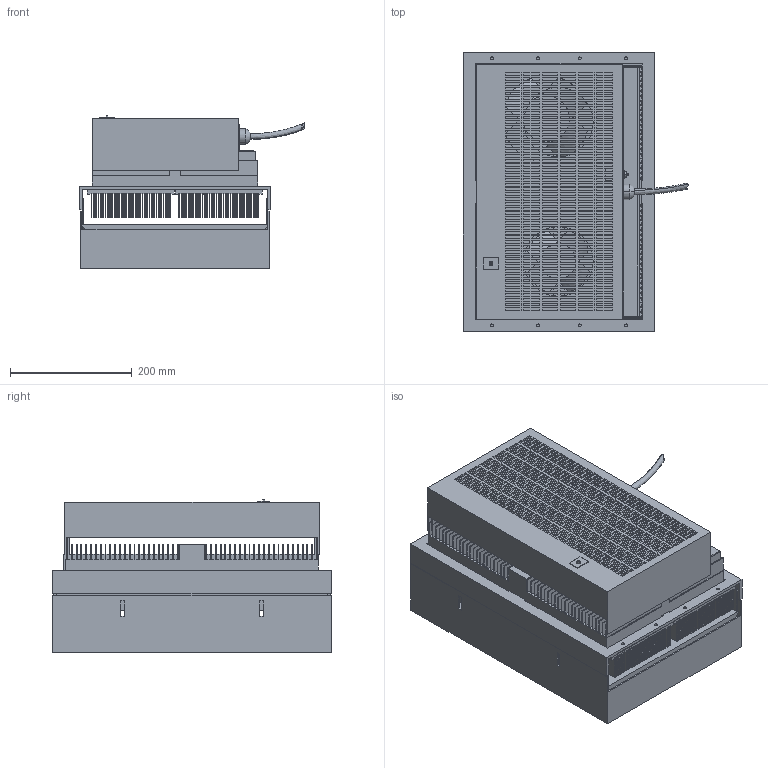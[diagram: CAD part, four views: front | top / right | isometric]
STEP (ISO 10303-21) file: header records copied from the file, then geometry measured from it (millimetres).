
FILE_DESCRIPTION (( 'STEP AP203' ), '1' );
FILE_NAME ('ahp-1800.STEP', '2016-05-10T20:23:08', ( '' ), ( '' ), 'SwSTEP 2.0', 'SolidWorks 2016', '' );
FILE_SCHEMA (( 'CONFIG_CONTROL_DESIGN' ));
Products named in the file (1): ahp-1800
Bounding box: 369.83 x 457.2 x 250.19 mm (x, y, z)
Volume: 9222816.7 mm3; surface area: 5470712.8 mm2
Topology: 79 solids, 79 shells, 4653 faces, 13211 edges, 8726 vertices
Faces by surface type: plane 4519, cylinder 130, bspline 2, torus 2
Entity records: 152164 total; most frequent: CARTESIAN_POINT 28657, ORIENTED_EDGE 26422, DIRECTION 22577, EDGE_CURVE 13211, LINE 12877, VECTOR 12877, VERTEX_POINT 8726, EDGE_LOOP 6045
